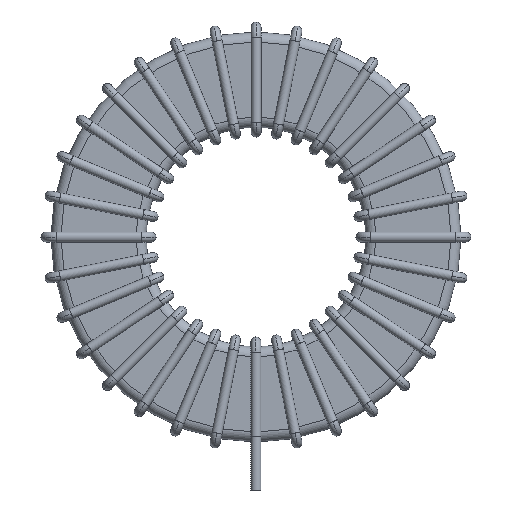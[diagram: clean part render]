
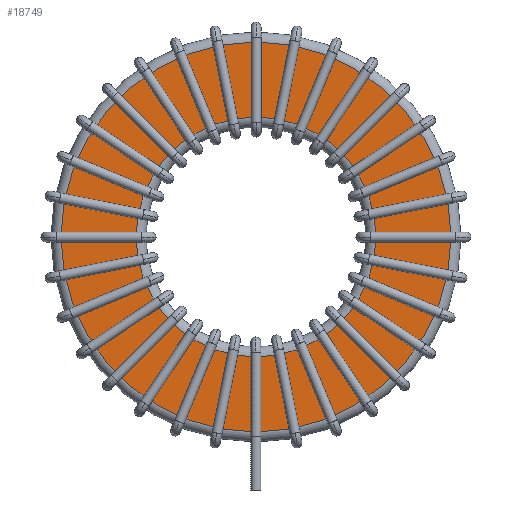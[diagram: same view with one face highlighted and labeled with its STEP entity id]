
A CAD part, left-side view. The second image highlights one B-rep face of the part: STEP entity #18749.
In plain terms, the highlighted planar face has unit normal (-1, 0, 0).
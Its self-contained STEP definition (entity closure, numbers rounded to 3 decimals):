
#18555=CARTESIAN_POINT('',(-6.25,0.,2.));
#18556=VERTEX_POINT('',#18555);
#18574=CARTESIAN_POINT('',(-6.25,0.,41.0));
#18575=VERTEX_POINT('',#18574);
#18583=CARTESIAN_POINT('',(-6.25,0.,21.5));
#18584=DIRECTION('',(1.0,0.0,0.0));
#18585=DIRECTION('',(0.0,-1.0,0.0));
#18586=AXIS2_PLACEMENT_3D('',#18583,#18584,#18585);
#18587=CIRCLE('',#18586,19.5);
#18588=EDGE_CURVE('',#18575,#18556,#18587,.T.);
#18648=CARTESIAN_POINT('',(-6.25,0.,9.5));
#18649=VERTEX_POINT('',#18648);
#18657=CARTESIAN_POINT('',(-6.25,-12.,21.5));
#18658=VERTEX_POINT('',#18657);
#18659=CARTESIAN_POINT('',(-6.25,0.,21.5));
#18660=DIRECTION('',(-1.0,0.0,0.0));
#18661=DIRECTION('',(0.0,1.0,0.0));
#18662=AXIS2_PLACEMENT_3D('',#18659,#18660,#18661);
#18663=CIRCLE('',#18662,12.0);
#18664=EDGE_CURVE('',#18649,#18658,#18663,.T.);
#18666=CARTESIAN_POINT('',(-6.25,0.,33.5));
#18667=VERTEX_POINT('',#18666);
#18668=CARTESIAN_POINT('',(-6.25,0.,21.5));
#18669=DIRECTION('',(-1.0,0.0,0.0));
#18670=DIRECTION('',(0.0,1.0,0.0));
#18671=AXIS2_PLACEMENT_3D('',#18668,#18669,#18670);
#18672=CIRCLE('',#18671,12.0);
#18673=EDGE_CURVE('',#18658,#18667,#18672,.T.);
#18710=CARTESIAN_POINT('',(-6.25,0.,21.5));
#18711=DIRECTION('',(-1.0,0.0,0.0));
#18712=DIRECTION('',(0.0,1.0,0.0));
#18713=AXIS2_PLACEMENT_3D('',#18710,#18711,#18712);
#18714=CIRCLE('',#18713,12.0);
#18715=EDGE_CURVE('',#18667,#18649,#18714,.T.);
#18720=CARTESIAN_POINT('',(-6.25,0.,21.5));
#18721=DIRECTION('',(1.0,0.0,0.0));
#18722=DIRECTION('',(0.0,0.0,-1.0));
#18723=AXIS2_PLACEMENT_3D('',#18720,#18721,#18722);
#18724=PLANE('',#18723);
#18725=CARTESIAN_POINT('',(-6.25,19.5,21.5));
#18726=VERTEX_POINT('',#18725);
#18727=CARTESIAN_POINT('',(-6.25,0.,21.5));
#18728=DIRECTION('',(1.0,0.0,0.0));
#18729=DIRECTION('',(0.0,-1.0,0.0));
#18730=AXIS2_PLACEMENT_3D('',#18727,#18728,#18729);
#18731=CIRCLE('',#18730,19.5);
#18732=EDGE_CURVE('',#18726,#18575,#18731,.T.);
#18733=ORIENTED_EDGE('',*,*,#18732,.F.);
#18734=CARTESIAN_POINT('',(-6.25,0.,21.5));
#18735=DIRECTION('',(1.0,0.0,0.0));
#18736=DIRECTION('',(0.0,-1.0,0.0));
#18737=AXIS2_PLACEMENT_3D('',#18734,#18735,#18736);
#18738=CIRCLE('',#18737,19.5);
#18739=EDGE_CURVE('',#18556,#18726,#18738,.T.);
#18740=ORIENTED_EDGE('',*,*,#18739,.F.);
#18741=ORIENTED_EDGE('',*,*,#18588,.F.);
#18742=EDGE_LOOP('',(#18733,#18740,#18741));
#18743=FACE_OUTER_BOUND('',#18742,.T.);
#18744=ORIENTED_EDGE('',*,*,#18673,.F.);
#18745=ORIENTED_EDGE('',*,*,#18664,.F.);
#18746=ORIENTED_EDGE('',*,*,#18715,.F.);
#18747=EDGE_LOOP('',(#18744,#18745,#18746));
#18748=FACE_BOUND('',#18747,.T.);
#18749=ADVANCED_FACE('',(#18743,#18748),#18724,.F.);
